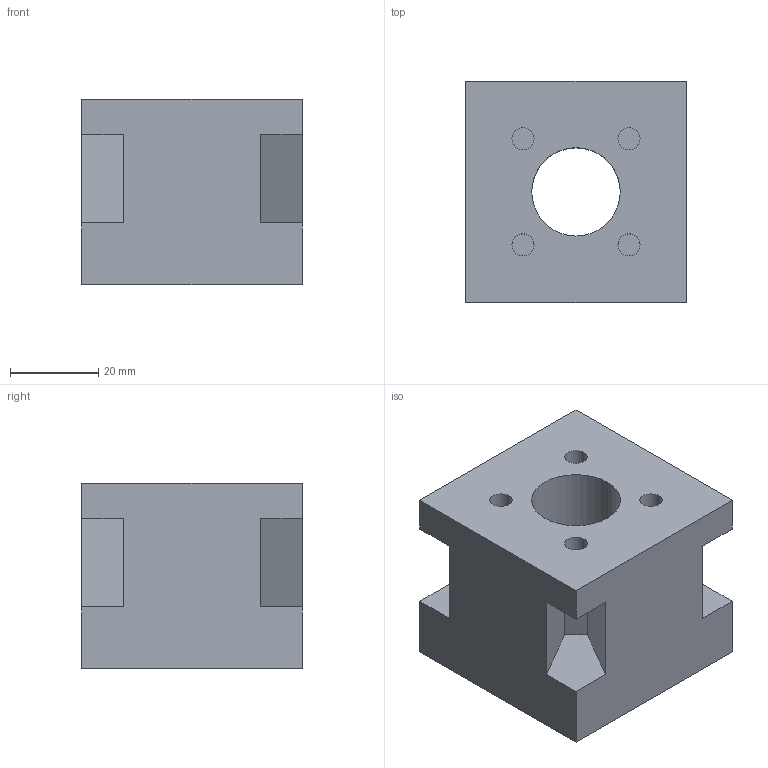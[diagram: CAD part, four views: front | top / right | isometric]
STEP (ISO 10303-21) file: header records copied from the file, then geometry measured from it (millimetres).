
FILE_DESCRIPTION (( 'STEP AP203' ), '1' );
FILE_NAME ('Assembly Station Cylinder Plate_Default_sldprt.STEP', '2023-10-19T05:33:59', ( '' ), ( '' ), 'SwSTEP 2.0', 'SolidWorks 2023', '' );
FILE_SCHEMA (( 'CONFIG_CONTROL_DESIGN' ));
Length unit declared in the file: centimetre
Products named in the file (1): Assembly Station Cylinder Plate_Default_sldprt
Bounding box: 50 x 50 x 42 mm (x, y, z)
Volume: 74935.7 mm3; surface area: 19547.9 mm2
Topology: 1 solids, 1 shells, 48 faces, 126 edges, 84 vertices
Faces by surface type: plane 30, cylinder 18
Entity records: 1583 total; most frequent: DIRECTION 260, CARTESIAN_POINT 259, ORIENTED_EDGE 252, EDGE_CURVE 126, LINE 90, VECTOR 90, AXIS2_PLACEMENT_3D 85, VERTEX_POINT 84
